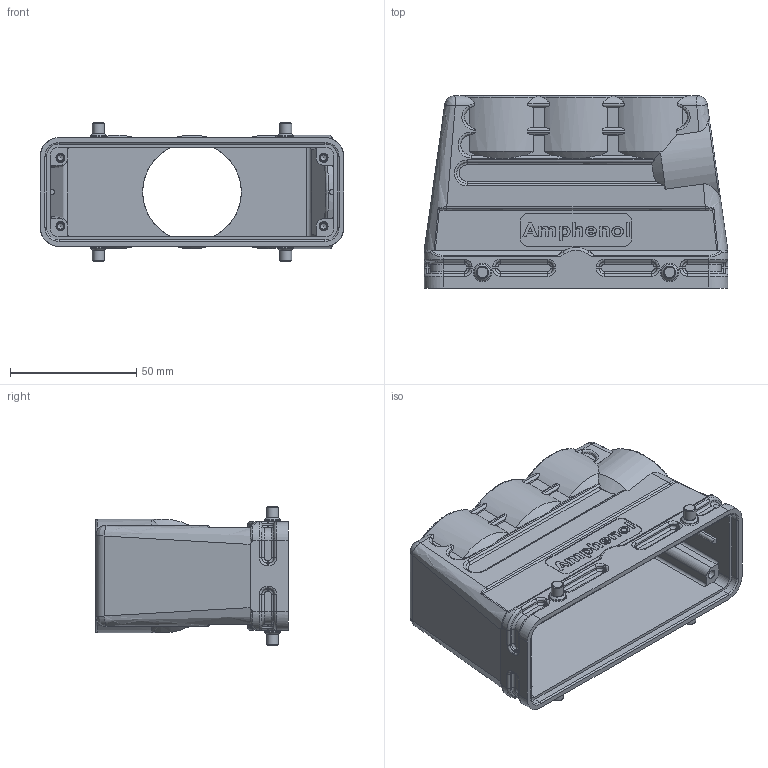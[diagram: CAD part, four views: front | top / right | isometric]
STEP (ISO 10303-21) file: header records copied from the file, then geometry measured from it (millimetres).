
FILE_DESCRIPTION(/* description */ (''),/* implementation_level */ '2;1');
FILE_NAME(/* name */ 'C146 21R024 601 8.stp',/* time_stamp */ '2018-02-06T07:59:15+01:00',/* author */ (''),/* organization */ (''),/* preprocessor_version */ 'ST-DEVELOPER v16',/* originating_system */ 'SIEMENS PLM Software NX 11.0',/* authorisation */ '');
FILE_SCHEMA (('AP203_CONFIGURATION_CONTROLLED_3D_DESIGN_OF_MECHANICAL_PARTS_AND_ASSEMBLIES_MIM_LF { 1 0 10303 403 2 1 2}'));
Length unit declared in the file: millimetre
Products named in the file (1): c146 21r024 601 8nxm001-04
Bounding box: 120.01 x 76 x 55 mm (x, y, z)
Volume: 74374.1 mm3; surface area: 52277.3 mm2
Topology: 1 solids, 1 shells, 764 faces, 1932 edges, 1191 vertices
Faces by surface type: plane 225, cylinder 210, bspline 204, extrusion 66, cone 59
Full cylindrical faces by diameter (mm): 2.7 x4, 4.8 x4, 6.5 x4, 39.026 x1
Entity records: 33162 total; most frequent: CARTESIAN_POINT 11437, ORIENTED_EDGE 3718, DIRECTION 3021, EDGE_CURVE 1859, VERTEX_POINT 1180, AXIS2_PLACEMENT_3D 1082, VECTOR 857, EDGE_LOOP 845
